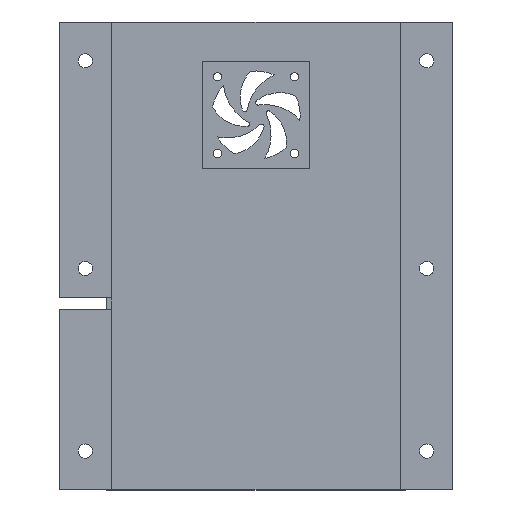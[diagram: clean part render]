
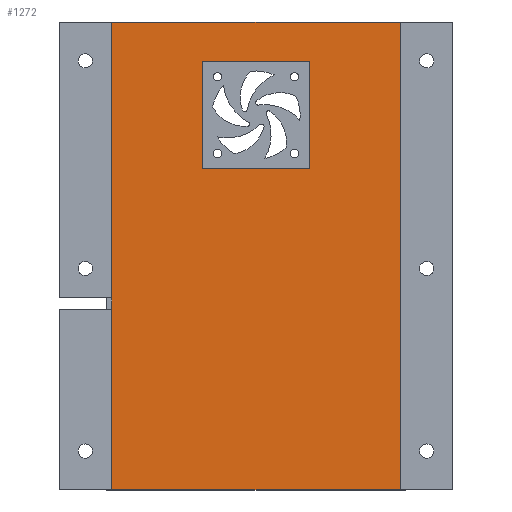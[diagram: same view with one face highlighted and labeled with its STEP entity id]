
A CAD part, top view. The second image highlights one B-rep face of the part: STEP entity #1272.
In plain terms, the highlighted planar face has unit normal (0, 0, 1).
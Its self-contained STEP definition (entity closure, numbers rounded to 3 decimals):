
#51=FACE_BOUND('',#252,.T.);
#81=PLANE('',#1428);
#148=FACE_OUTER_BOUND('',#251,.T.);
#251=EDGE_LOOP('',(#1151,#1152,#1153,#1154));
#252=EDGE_LOOP('',(#1155,#1156,#1157,#1158));
#287=LINE('',#1940,#387);
#315=LINE('',#2095,#415);
#319=LINE('',#2103,#419);
#322=LINE('',#2109,#422);
#325=LINE('',#2114,#425);
#338=LINE('',#2144,#438);
#352=LINE('',#2172,#452);
#353=LINE('',#2174,#453);
#387=VECTOR('',#1557,10.);
#415=VECTOR('',#1737,10.);
#419=VECTOR('',#1743,10.);
#422=VECTOR('',#1748,10.);
#425=VECTOR('',#1753,10.);
#438=VECTOR('',#1782,10.);
#452=VECTOR('',#1810,10.);
#453=VECTOR('',#1813,10.);
#571=VERTEX_POINT('',#1937);
#572=VERTEX_POINT('',#1939);
#622=VERTEX_POINT('',#2093);
#623=VERTEX_POINT('',#2094);
#626=VERTEX_POINT('',#2102);
#628=VERTEX_POINT('',#2108);
#638=VERTEX_POINT('',#2142);
#645=VERTEX_POINT('',#2170);
#703=EDGE_CURVE('',#571,#572,#287,.T.);
#780=EDGE_CURVE('',#622,#623,#315,.T.);
#784=EDGE_CURVE('',#626,#622,#319,.T.);
#787=EDGE_CURVE('',#628,#626,#322,.T.);
#790=EDGE_CURVE('',#623,#628,#325,.T.);
#805=EDGE_CURVE('',#638,#571,#338,.T.);
#819=EDGE_CURVE('',#638,#645,#352,.T.);
#820=EDGE_CURVE('',#572,#645,#353,.T.);
#1151=ORIENTED_EDGE('',*,*,#819,.T.);
#1152=ORIENTED_EDGE('',*,*,#820,.F.);
#1153=ORIENTED_EDGE('',*,*,#703,.F.);
#1154=ORIENTED_EDGE('',*,*,#805,.F.);
#1155=ORIENTED_EDGE('',*,*,#780,.T.);
#1156=ORIENTED_EDGE('',*,*,#790,.T.);
#1157=ORIENTED_EDGE('',*,*,#787,.T.);
#1158=ORIENTED_EDGE('',*,*,#784,.T.);
#1272=ADVANCED_FACE('',(#148,#51),#81,.T.);
#1428=AXIS2_PLACEMENT_3D('',#2173,#1811,#1812);
#1557=DIRECTION('',(0.,1.,0.));
#1737=DIRECTION('',(0.,-1.,0.));
#1743=DIRECTION('',(1.,0.,0.));
#1748=DIRECTION('',(0.,1.,0.));
#1753=DIRECTION('',(-1.,0.,0.));
#1782=DIRECTION('',(-1.,0.,0.));
#1810=DIRECTION('',(0.,1.,0.));
#1811=DIRECTION('center_axis',(0.,0.,1.));
#1812=DIRECTION('ref_axis',(1.,0.,0.));
#1813=DIRECTION('',(1.,0.,0.));
#1937=CARTESIAN_POINT('',(-60.5,-98.,2.));
#1939=CARTESIAN_POINT('',(-60.5,98.,2.));
#1940=CARTESIAN_POINT('',(-60.5,0.,2.));
#2093=CARTESIAN_POINT('',(22.5,81.5,2.));
#2094=CARTESIAN_POINT('',(22.5,36.5,2.));
#2095=CARTESIAN_POINT('',(22.5,40.75,2.));
#2102=CARTESIAN_POINT('',(-22.5,81.5,2.));
#2103=CARTESIAN_POINT('',(-41.5,81.5,2.));
#2108=CARTESIAN_POINT('',(-22.5,36.5,2.));
#2109=CARTESIAN_POINT('',(-22.5,18.25,2.));
#2114=CARTESIAN_POINT('',(-19.,36.5,2.));
#2142=CARTESIAN_POINT('',(60.5,-98.,2.));
#2144=CARTESIAN_POINT('',(-60.5,-98.,2.));
#2170=CARTESIAN_POINT('',(60.5,98.,2.));
#2172=CARTESIAN_POINT('',(60.5,0.,2.));
#2173=CARTESIAN_POINT('Origin',(-60.5,0.,2.));
#2174=CARTESIAN_POINT('',(-60.5,98.,2.));
